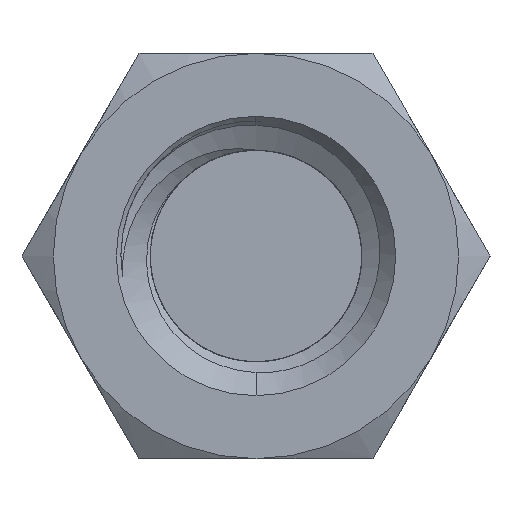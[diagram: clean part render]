
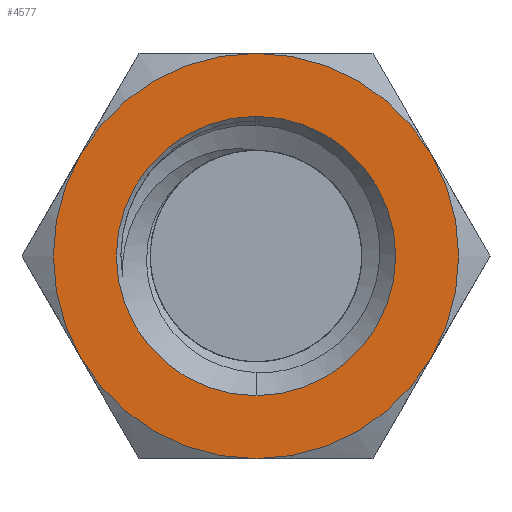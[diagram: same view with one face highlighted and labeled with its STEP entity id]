
A CAD part, left-side view. The second image highlights one B-rep face of the part: STEP entity #4577.
In plain terms, the highlighted planar face has unit normal (-1, 0, 0).
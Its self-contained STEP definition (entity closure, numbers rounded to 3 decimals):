
#27 = VERTEX_POINT ( 'NONE', #3787 ) ;
#68 = CARTESIAN_POINT ( 'NONE',  ( -9.35, 0., 0. ) ) ;
#324 = DIRECTION ( 'NONE',  ( 0., 0., -1. ) ) ;
#334 = EDGE_CURVE ( 'NONE', #4748, #27, #1286, .T. ) ;
#344 = AXIS2_PLACEMENT_3D ( 'NONE', #3153, #4843, #324 ) ;
#518 = PLANE ( 'NONE',  #836 ) ;
#527 = CARTESIAN_POINT ( 'NONE',  ( -9.35, 0., 0. ) ) ;
#606 = DIRECTION ( 'NONE',  ( 1., 0., 0. ) ) ;
#771 = DIRECTION ( 'NONE',  ( 0., 0., -1. ) ) ;
#775 = CIRCLE ( 'NONE', #4712, 2.25 ) ;
#836 = AXIS2_PLACEMENT_3D ( 'NONE', #3786, #3022, #2209 ) ;
#867 = ORIENTED_EDGE ( 'NONE', *, *, #2182, .F. ) ;
#868 = EDGE_CURVE ( 'NONE', #918, #1382, #1791, .T. ) ;
#893 = AXIS2_PLACEMENT_3D ( 'NONE', #3866, #2645, #3512 ) ;
#918 = VERTEX_POINT ( 'NONE', #3613 ) ;
#1025 = CIRCLE ( 'NONE', #2391, 1.551 ) ;
#1090 = EDGE_CURVE ( 'NONE', #1872, #1753, #4509, .T. ) ;
#1167 = DIRECTION ( 'NONE',  ( 0., 0., -1. ) ) ;
#1182 = DIRECTION ( 'NONE',  ( 1., 0., 0. ) ) ;
#1280 = CIRCLE ( 'NONE', #344, 2.25 ) ;
#1286 = CIRCLE ( 'NONE', #3972, 1.551 ) ;
#1382 = VERTEX_POINT ( 'NONE', #2375 ) ;
#1417 = AXIS2_PLACEMENT_3D ( 'NONE', #68, #2959, #2080 ) ;
#1505 = VERTEX_POINT ( 'NONE', #4057 ) ;
#1527 = DIRECTION ( 'NONE',  ( 0., 0., 1. ) ) ;
#1589 = EDGE_LOOP ( 'NONE', ( #867, #3514, #2160, #4542, #4513, #5217 ) ) ;
#1753 = VERTEX_POINT ( 'NONE', #3113 ) ;
#1791 = CIRCLE ( 'NONE', #2148, 2.25 ) ;
#1872 = VERTEX_POINT ( 'NONE', #2826 ) ;
#1912 = CARTESIAN_POINT ( 'NONE',  ( -9.35, 0., 0. ) ) ;
#1950 = CIRCLE ( 'NONE', #3243, 2.25 ) ;
#1991 = EDGE_CURVE ( 'NONE', #3563, #1505, #1280, .T. ) ;
#2080 = DIRECTION ( 'NONE',  ( 0., 0., 1. ) ) ;
#2083 = FACE_BOUND ( 'NONE', #2456, .T. ) ;
#2116 = CARTESIAN_POINT ( 'NONE',  ( -9.35, 0., 2.25 ) ) ;
#2148 = AXIS2_PLACEMENT_3D ( 'NONE', #2801, #1182, #1167 ) ;
#2160 = ORIENTED_EDGE ( 'NONE', *, *, #3958, .F. ) ;
#2182 = EDGE_CURVE ( 'NONE', #1382, #1872, #775, .T. ) ;
#2209 = DIRECTION ( 'NONE',  ( 0., 0., -1. ) ) ;
#2342 = FACE_OUTER_BOUND ( 'NONE', #1589, .T. ) ;
#2375 = CARTESIAN_POINT ( 'NONE',  ( -9.35, 0., -2.25 ) ) ;
#2391 = AXIS2_PLACEMENT_3D ( 'NONE', #527, #4956, #2977 ) ;
#2456 = EDGE_LOOP ( 'NONE', ( #3313, #2651 ) ) ;
#2645 = DIRECTION ( 'NONE',  ( 1., 0., 0. ) ) ;
#2651 = ORIENTED_EDGE ( 'NONE', *, *, #3226, .F. ) ;
#2801 = CARTESIAN_POINT ( 'NONE',  ( -9.35, 0., 0. ) ) ;
#2804 = DIRECTION ( 'NONE',  ( 1., 0., 0. ) ) ;
#2826 = CARTESIAN_POINT ( 'NONE',  ( -9.35, 1.949, -1.125 ) ) ;
#2840 = CARTESIAN_POINT ( 'NONE',  ( -9.35, 0., 0. ) ) ;
#2959 = DIRECTION ( 'NONE',  ( -1., 0., 0. ) ) ;
#2977 = DIRECTION ( 'NONE',  ( 0., 0., 1. ) ) ;
#3022 = DIRECTION ( 'NONE',  ( 1., 0., 0. ) ) ;
#3030 = CARTESIAN_POINT ( 'NONE',  ( -9.35, 0., 0. ) ) ;
#3113 = CARTESIAN_POINT ( 'NONE',  ( -9.35, 1.949, 1.125 ) ) ;
#3153 = CARTESIAN_POINT ( 'NONE',  ( -9.35, 0., 0. ) ) ;
#3226 = EDGE_CURVE ( 'NONE', #27, #4748, #1025, .T. ) ;
#3243 = AXIS2_PLACEMENT_3D ( 'NONE', #2840, #2804, #771 ) ;
#3302 = CIRCLE ( 'NONE', #1417, 2.25 ) ;
#3313 = ORIENTED_EDGE ( 'NONE', *, *, #334, .F. ) ;
#3314 = EDGE_CURVE ( 'NONE', #3563, #1753, #3302, .T. ) ;
#3512 = DIRECTION ( 'NONE',  ( 0., 0., -1. ) ) ;
#3514 = ORIENTED_EDGE ( 'NONE', *, *, #868, .F. ) ;
#3563 = VERTEX_POINT ( 'NONE', #2116 ) ;
#3613 = CARTESIAN_POINT ( 'NONE',  ( -9.35, -1.949, -1.125 ) ) ;
#3786 = CARTESIAN_POINT ( 'NONE',  ( -9.35, 2.598, 0. ) ) ;
#3787 = CARTESIAN_POINT ( 'NONE',  ( -9.35, 0., -1.551 ) ) ;
#3866 = CARTESIAN_POINT ( 'NONE',  ( -9.35, 0., 0. ) ) ;
#3951 = DIRECTION ( 'NONE',  ( -1., 0., 0. ) ) ;
#3958 = EDGE_CURVE ( 'NONE', #1505, #918, #1950, .T. ) ;
#3972 = AXIS2_PLACEMENT_3D ( 'NONE', #1912, #3951, #1527 ) ;
#4057 = CARTESIAN_POINT ( 'NONE',  ( -9.35, -1.949, 1.125 ) ) ;
#4384 = CARTESIAN_POINT ( 'NONE',  ( -9.35, 0., 1.551 ) ) ;
#4509 = CIRCLE ( 'NONE', #893, 2.25 ) ;
#4513 = ORIENTED_EDGE ( 'NONE', *, *, #3314, .T. ) ;
#4542 = ORIENTED_EDGE ( 'NONE', *, *, #1991, .F. ) ;
#4577 = ADVANCED_FACE ( 'NONE', ( #2083, #2342 ), #518, .F. ) ;
#4688 = DIRECTION ( 'NONE',  ( 0., 0., -1. ) ) ;
#4712 = AXIS2_PLACEMENT_3D ( 'NONE', #3030, #606, #4688 ) ;
#4748 = VERTEX_POINT ( 'NONE', #4384 ) ;
#4843 = DIRECTION ( 'NONE',  ( 1., 0., 0. ) ) ;
#4956 = DIRECTION ( 'NONE',  ( -1., 0., 0. ) ) ;
#5217 = ORIENTED_EDGE ( 'NONE', *, *, #1090, .F. ) ;
